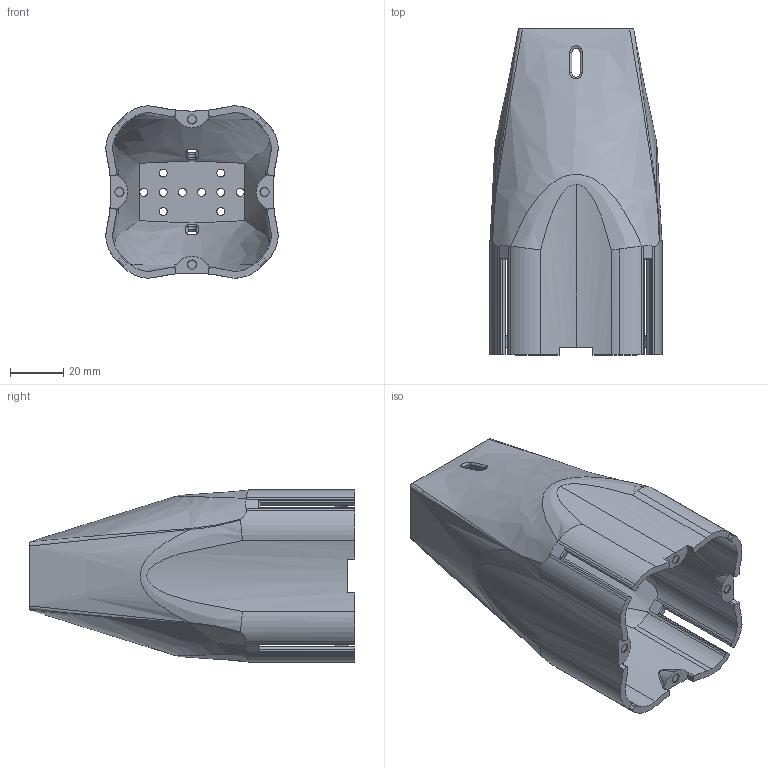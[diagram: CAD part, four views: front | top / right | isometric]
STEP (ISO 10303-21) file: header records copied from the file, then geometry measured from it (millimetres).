
FILE_DESCRIPTION (( 'STEP AP203' ), '1' );
FILE_NAME ('Shaft.STEP', '2023-08-15T17:35:40', ( '' ), ( '' ), 'SwSTEP 2.0', 'SolidWorks 2023', '' );
FILE_SCHEMA (( 'CONFIG_CONTROL_DESIGN' ));
Length unit declared in the file: inch
Products named in the file (1): Shaft
Bounding box: 64.42 x 121.92 x 64.44 mm (x, y, z)
Volume: 62260.1 mm3; surface area: 48926.7 mm2
Topology: 1 solids, 1 shells, 217 faces, 597 edges, 386 vertices
Faces by surface type: cylinder 107, plane 50, bspline 44, cone 16
Entity records: 13841 total; most frequent: CARTESIAN_POINT 8559, ORIENTED_EDGE 1194, DIRECTION 963, EDGE_CURVE 597, VERTEX_POINT 386, AXIS2_PLACEMENT_3D 370, EDGE_LOOP 245, LINE 223
